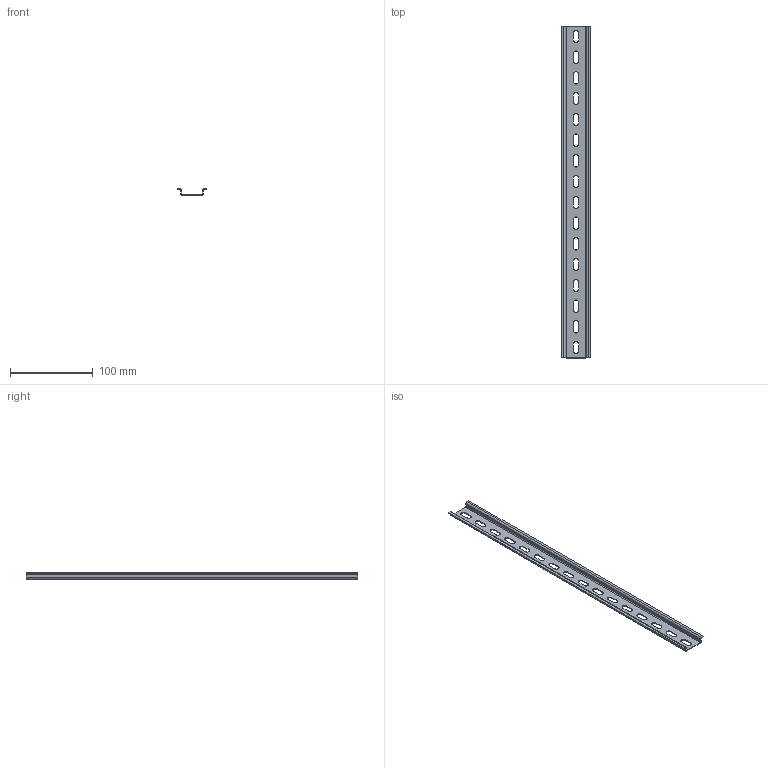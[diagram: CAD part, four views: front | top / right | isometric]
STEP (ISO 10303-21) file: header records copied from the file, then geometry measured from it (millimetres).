
FILE_DESCRIPTION(('FreeCAD Model'),'2;1');
FILE_NAME('Open CASCADE Shape Model','2024-07-19T09:49:25',(''),(''), 'Open CASCADE STEP processor 7.7','FreeCAD','Unknown');
FILE_SCHEMA(('AUTOMOTIVE_DESIGN { 1 0 10303 214 1 1 1 1 }'));
Length unit declared in the file: millimetre
Products named in the file (1): Rail
Bounding box: 35 x 400 x 7.5 mm (x, y, z)
Volume: 16813.9 mm3; surface area: 35111.9 mm2
Topology: 1 solids, 1 shells, 86 faces, 252 edges, 168 vertices
Faces by surface type: plane 46, cylinder 40
Entity records: 2962 total; most frequent: CARTESIAN_POINT 507, DIRECTION 506, ORIENTED_EDGE 504, EDGE_CURVE 252, LINE 172, VECTOR 172, VERTEX_POINT 168, AXIS2_PLACEMENT_3D 167
